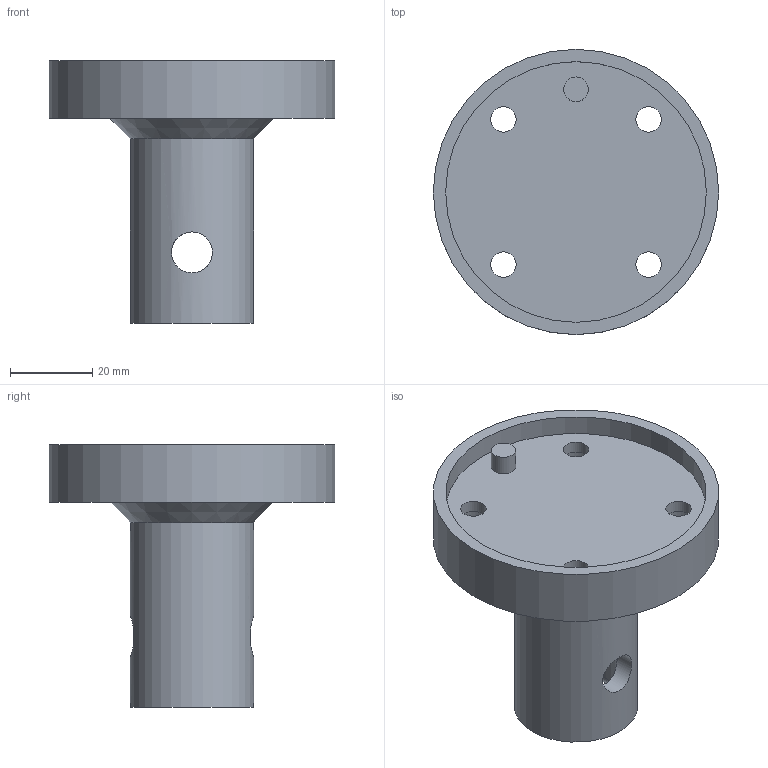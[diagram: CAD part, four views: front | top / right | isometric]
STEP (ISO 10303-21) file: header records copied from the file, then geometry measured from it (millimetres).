
FILE_DESCRIPTION(/* description */ (''),/* implementation_level */ '2;1');
FILE_NAME(/* name */ 'tool_penholder.step',/* time_stamp */ '2025-12-09T20:10:50+01:00',/* author */ (''),/* organization */ (''),/* preprocessor_version */ 'ST-DEVELOPER v20.1',/* originating_system */ 'Autodesk Translation Framework v14.21.0.0',/* authorisation */ '');
FILE_SCHEMA (('AUTOMOTIVE_DESIGN { 1 0 10303 214 3 1 1 }'));
Length unit declared in the file: millimetre
Products named in the file (1): FusionComponent
Bounding box: 69.5 x 69.5 x 64 mm (x, y, z)
Volume: 53647.4 mm3; surface area: 20142.5 mm2
Topology: 1 solids, 1 shells, 27 faces, 61 edges, 40 vertices
Faces by surface type: cylinder 15, plane 10, torus 1, cone 1
Full cylindrical faces by diameter (mm): 6 x1, 6.2 x4, 10 x6, 21 x1, 30 x1, 63.5 x1, 69.5 x1
Entity records: 954 total; most frequent: CARTESIAN_POINT 266, DIRECTION 146, ORIENTED_EDGE 122, AXIS2_PLACEMENT_3D 65, EDGE_CURVE 61, EDGE_LOOP 43, VERTEX_POINT 40, CIRCLE 37
